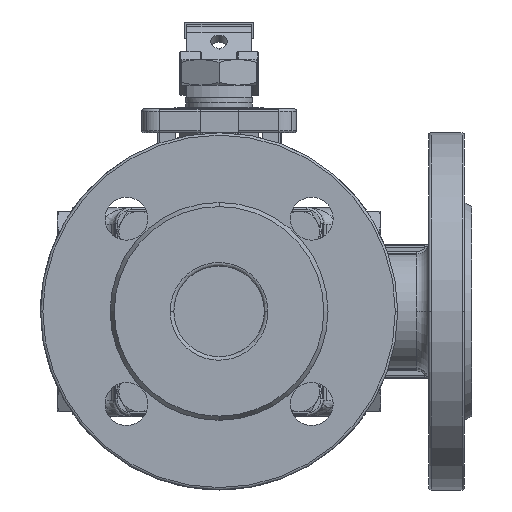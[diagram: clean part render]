
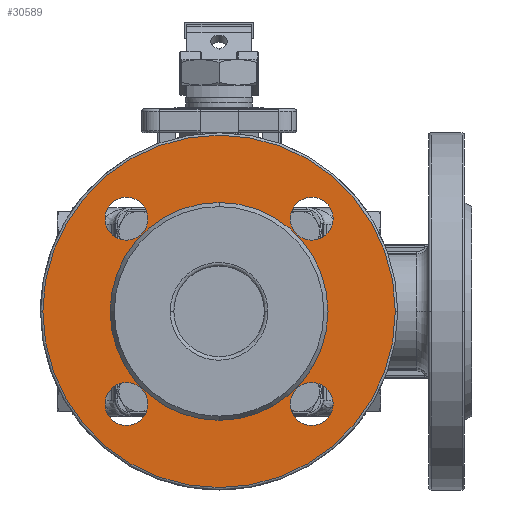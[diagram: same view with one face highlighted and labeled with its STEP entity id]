
A CAD part, left-side view. The second image highlights one B-rep face of the part: STEP entity #30589.
In plain terms, the highlighted planar face has unit normal (-1, 0, 0).
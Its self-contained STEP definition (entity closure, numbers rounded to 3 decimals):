
#25927=CARTESIAN_POINT('',(-103.,-29.891,38.891));
#25928=VERTEX_POINT('',#25927);
#25937=CARTESIAN_POINT('',(-103.,-47.891,38.891));
#25938=VERTEX_POINT('',#25937);
#25939=CARTESIAN_POINT('',(-103.,-38.891,38.891));
#25940=DIRECTION('',(1.,-0.,0.));
#25941=DIRECTION('',(0.,1.,-0.));
#25942=AXIS2_PLACEMENT_3D('',#25939,#25940,#25941);
#25943=CIRCLE('',#25942,9.);
#25944=EDGE_CURVE('',#25938,#25928,#25943,.T.);
#25969=CARTESIAN_POINT('',(-103.,47.891,38.891));
#25970=VERTEX_POINT('',#25969);
#25979=CARTESIAN_POINT('',(-103.,29.891,38.891));
#25980=VERTEX_POINT('',#25979);
#25981=CARTESIAN_POINT('',(-103.,38.891,38.891));
#25982=DIRECTION('',(1.,-0.,0.));
#25983=DIRECTION('',(0.,1.,-0.));
#25984=AXIS2_PLACEMENT_3D('',#25981,#25982,#25983);
#25985=CIRCLE('',#25984,9.);
#25986=EDGE_CURVE('',#25980,#25970,#25985,.T.);
#26011=CARTESIAN_POINT('',(-103.,47.891,-38.891));
#26012=VERTEX_POINT('',#26011);
#26021=CARTESIAN_POINT('',(-103.,29.891,-38.891));
#26022=VERTEX_POINT('',#26021);
#26023=CARTESIAN_POINT('',(-103.,38.891,-38.891));
#26024=DIRECTION('',(1.,-0.,0.));
#26025=DIRECTION('',(0.,1.,-0.));
#26026=AXIS2_PLACEMENT_3D('',#26023,#26024,#26025);
#26027=CIRCLE('',#26026,9.);
#26028=EDGE_CURVE('',#26022,#26012,#26027,.T.);
#26053=CARTESIAN_POINT('',(-103.,-29.891,-38.891));
#26054=VERTEX_POINT('',#26053);
#26063=CARTESIAN_POINT('',(-103.,-47.891,-38.891));
#26064=VERTEX_POINT('',#26063);
#26065=CARTESIAN_POINT('',(-103.,-38.891,-38.891));
#26066=DIRECTION('',(1.,-0.,0.));
#26067=DIRECTION('',(0.,1.,-0.));
#26068=AXIS2_PLACEMENT_3D('',#26065,#26066,#26067);
#26069=CIRCLE('',#26068,9.);
#26070=EDGE_CURVE('',#26064,#26054,#26069,.T.);
#26855=CARTESIAN_POINT('',(-103.,-74.,-0.));
#26856=VERTEX_POINT('',#26855);
#26866=CARTESIAN_POINT('',(-103.,74.,-0.));
#26867=VERTEX_POINT('',#26866);
#26868=CARTESIAN_POINT('',(-103.,-0.,-0.));
#26869=DIRECTION('',(1.,-0.,0.));
#26870=DIRECTION('',(-0.,-1.,0.));
#26871=AXIS2_PLACEMENT_3D('',#26868,#26869,#26870);
#26872=CIRCLE('',#26871,74.);
#26873=EDGE_CURVE('',#26856,#26867,#26872,.T.);
#26900=CARTESIAN_POINT('',(-103.,-0.,-45.732));
#26901=VERTEX_POINT('',#26900);
#26917=CARTESIAN_POINT('',(-103.,-0.,45.732));
#26918=VERTEX_POINT('',#26917);
#26925=CARTESIAN_POINT('',(-103.,-0.,-0.));
#26926=DIRECTION('',(1.,-0.,0.));
#26927=DIRECTION('',(0.,-0.,-1.));
#26928=AXIS2_PLACEMENT_3D('',#26925,#26926,#26927);
#26929=CIRCLE('',#26928,45.732);
#26930=EDGE_CURVE('',#26901,#26918,#26929,.T.);
#30255=CARTESIAN_POINT('',(-103.,-0.,-0.));
#30256=DIRECTION('',(1.,-0.,0.));
#30257=DIRECTION('',(0.,-0.,-1.));
#30258=AXIS2_PLACEMENT_3D('',#30255,#30256,#30257);
#30259=CIRCLE('',#30258,45.732);
#30260=EDGE_CURVE('',#26918,#26901,#30259,.T.);
#30282=CARTESIAN_POINT('',(-103.,-0.,-0.));
#30283=DIRECTION('',(1.,-0.,0.));
#30284=DIRECTION('',(-0.,-1.,0.));
#30285=AXIS2_PLACEMENT_3D('',#30282,#30283,#30284);
#30286=CIRCLE('',#30285,74.);
#30287=EDGE_CURVE('',#26867,#26856,#30286,.T.);
#30536=CARTESIAN_POINT('',(-103.,-0.,-60.366));
#30537=DIRECTION('',(-1.,0.,-0.));
#30538=DIRECTION('',(-0.,0.,1.));
#30539=AXIS2_PLACEMENT_3D('',#30536,#30537,#30538);
#30540=PLANE('',#30539);
#30541=ORIENTED_EDGE('',*,*,#30287,.F.);
#30542=ORIENTED_EDGE('',*,*,#26873,.F.);
#30543=EDGE_LOOP('',(#30541,#30542));
#30544=FACE_BOUND('',#30543,.T.);
#30545=ORIENTED_EDGE('',*,*,#30260,.T.);
#30546=ORIENTED_EDGE('',*,*,#26930,.T.);
#30547=EDGE_LOOP('',(#30545,#30546));
#30548=FACE_BOUND('',#30547,.T.);
#30549=ORIENTED_EDGE('',*,*,#26070,.T.);
#30550=CARTESIAN_POINT('',(-103.,-38.891,-38.891));
#30551=DIRECTION('',(1.,-0.,0.));
#30552=DIRECTION('',(0.,1.,-0.));
#30553=AXIS2_PLACEMENT_3D('',#30550,#30551,#30552);
#30554=CIRCLE('',#30553,9.);
#30555=EDGE_CURVE('',#26054,#26064,#30554,.T.);
#30556=ORIENTED_EDGE('',*,*,#30555,.T.);
#30557=EDGE_LOOP('',(#30549,#30556));
#30558=FACE_BOUND('',#30557,.T.);
#30559=ORIENTED_EDGE('',*,*,#26028,.T.);
#30560=CARTESIAN_POINT('',(-103.,38.891,-38.891));
#30561=DIRECTION('',(1.,-0.,0.));
#30562=DIRECTION('',(0.,1.,-0.));
#30563=AXIS2_PLACEMENT_3D('',#30560,#30561,#30562);
#30564=CIRCLE('',#30563,9.);
#30565=EDGE_CURVE('',#26012,#26022,#30564,.T.);
#30566=ORIENTED_EDGE('',*,*,#30565,.T.);
#30567=EDGE_LOOP('',(#30559,#30566));
#30568=FACE_BOUND('',#30567,.T.);
#30569=ORIENTED_EDGE('',*,*,#25986,.T.);
#30570=CARTESIAN_POINT('',(-103.,38.891,38.891));
#30571=DIRECTION('',(1.,-0.,0.));
#30572=DIRECTION('',(0.,1.,-0.));
#30573=AXIS2_PLACEMENT_3D('',#30570,#30571,#30572);
#30574=CIRCLE('',#30573,9.);
#30575=EDGE_CURVE('',#25970,#25980,#30574,.T.);
#30576=ORIENTED_EDGE('',*,*,#30575,.T.);
#30577=EDGE_LOOP('',(#30569,#30576));
#30578=FACE_BOUND('',#30577,.T.);
#30579=ORIENTED_EDGE('',*,*,#25944,.T.);
#30580=CARTESIAN_POINT('',(-103.,-38.891,38.891));
#30581=DIRECTION('',(1.,-0.,0.));
#30582=DIRECTION('',(0.,1.,-0.));
#30583=AXIS2_PLACEMENT_3D('',#30580,#30581,#30582);
#30584=CIRCLE('',#30583,9.);
#30585=EDGE_CURVE('',#25928,#25938,#30584,.T.);
#30586=ORIENTED_EDGE('',*,*,#30585,.T.);
#30587=EDGE_LOOP('',(#30579,#30586));
#30588=FACE_BOUND('',#30587,.T.);
#30589=ADVANCED_FACE('',(#30544,#30548,#30558,#30568,#30578,#30588),#30540,.T.);
